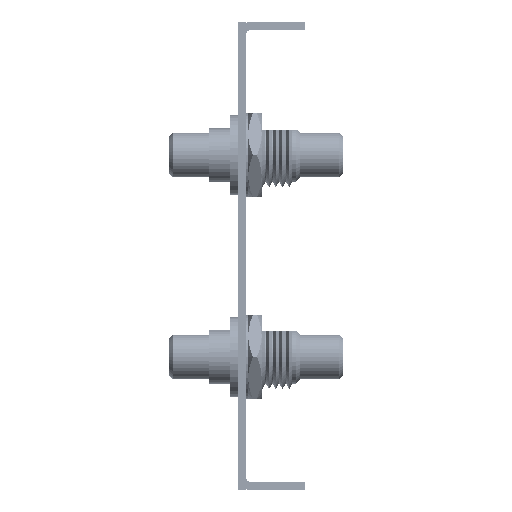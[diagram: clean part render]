
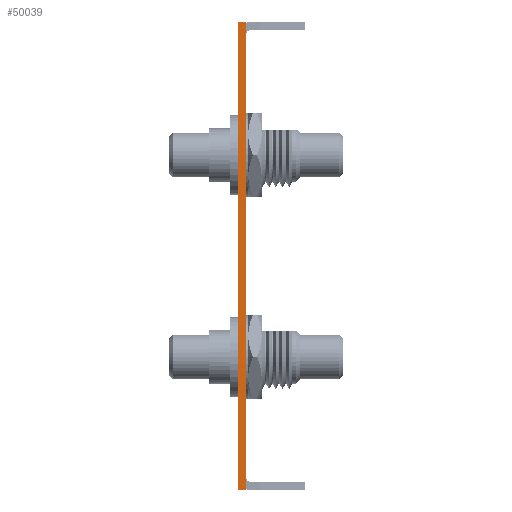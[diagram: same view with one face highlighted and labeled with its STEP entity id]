
A CAD part, left-side view. The second image highlights one B-rep face of the part: STEP entity #50039.
In plain terms, the highlighted planar face has unit normal (-1, 0, 0).
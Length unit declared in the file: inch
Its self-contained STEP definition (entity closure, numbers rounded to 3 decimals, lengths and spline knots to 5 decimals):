
#228 = ORIENTED_EDGE ( 'NONE', *, *, #38203, .T. ) ;
#1161 = LINE ( 'NONE', #40794, #46036 ) ;
#1899 = CARTESIAN_POINT ( 'NONE',  ( -9.5, 0., 1.74 ) ) ;
#1908 = EDGE_CURVE ( 'NONE', #42226, #27117, #30013, .T. ) ;
#3675 = DIRECTION ( 'NONE',  ( 0., 1., 0. ) ) ;
#4042 = AXIS2_PLACEMENT_3D ( 'NONE', #23036, #14878, #45248 ) ;
#5829 = EDGE_CURVE ( 'NONE', #52392, #32652, #1161, .T. ) ;
#6249 = DIRECTION ( 'NONE',  ( 0., 0., 1. ) ) ;
#6891 = VECTOR ( 'NONE', #6249, 39.37008 ) ;
#8037 = EDGE_CURVE ( 'NONE', #42226, #52392, #48023, .T. ) ;
#8154 = ORIENTED_EDGE ( 'NONE', *, *, #5829, .F. ) ;
#10498 = PLANE ( 'NONE',  #4042 ) ;
#12271 = ORIENTED_EDGE ( 'NONE', *, *, #1908, .T. ) ;
#12429 = FACE_OUTER_BOUND ( 'NONE', #51525, .T. ) ;
#13101 = CARTESIAN_POINT ( 'NONE',  ( -9.5, -38.63213, -1.74 ) ) ;
#14878 = DIRECTION ( 'NONE',  ( -1., 0., 0. ) ) ;
#14986 = LINE ( 'NONE', #56425, #16358 ) ;
#16358 = VECTOR ( 'NONE', #38548, 39.37008 ) ;
#16636 = CARTESIAN_POINT ( 'NONE',  ( -9.5, 0.06, -1.74 ) ) ;
#23036 = CARTESIAN_POINT ( 'NONE',  ( -9.5, -38.63213, 1.74 ) ) ;
#27117 = VERTEX_POINT ( 'NONE', #47650 ) ;
#28047 = DIRECTION ( 'NONE',  ( 0., 0., 1. ) ) ;
#30013 = LINE ( 'NONE', #1899, #6891 ) ;
#31292 = CARTESIAN_POINT ( 'NONE',  ( -9.5, 0.06, 1.74 ) ) ;
#32652 = VERTEX_POINT ( 'NONE', #31292 ) ;
#34051 = ORIENTED_EDGE ( 'NONE', *, *, #8037, .F. ) ;
#36506 = VECTOR ( 'NONE', #3675, 39.37008 ) ;
#38203 = EDGE_CURVE ( 'NONE', #27117, #32652, #14986, .T. ) ;
#38548 = DIRECTION ( 'NONE',  ( 0., 1., 0. ) ) ;
#40794 = CARTESIAN_POINT ( 'NONE',  ( -9.5, 0.06, 1.74 ) ) ;
#42226 = VERTEX_POINT ( 'NONE', #52475 ) ;
#45248 = DIRECTION ( 'NONE',  ( 0., 0., 1. ) ) ;
#46036 = VECTOR ( 'NONE', #28047, 39.37008 ) ;
#47650 = CARTESIAN_POINT ( 'NONE',  ( -9.5, 0., 1.74 ) ) ;
#48023 = LINE ( 'NONE', #13101, #36506 ) ;
#50039 = ADVANCED_FACE ( 'NONE', ( #12429 ), #10498, .T. ) ;
#51525 = EDGE_LOOP ( 'NONE', ( #8154, #34051, #12271, #228 ) ) ;
#52392 = VERTEX_POINT ( 'NONE', #16636 ) ;
#52475 = CARTESIAN_POINT ( 'NONE',  ( -9.5, 0., -1.74 ) ) ;
#56425 = CARTESIAN_POINT ( 'NONE',  ( -9.5, -38.63213, 1.74 ) ) ;
